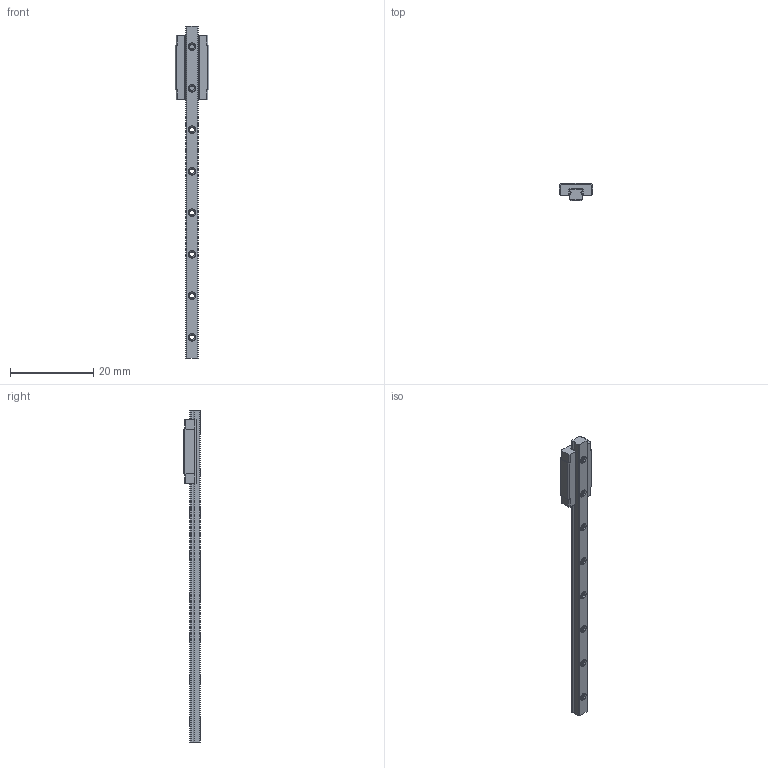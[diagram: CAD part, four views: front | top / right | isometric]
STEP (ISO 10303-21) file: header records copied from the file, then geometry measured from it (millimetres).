
FILE_DESCRIPTION (( 'STEP AP203' ), '1' );
FILE_NAME ('8381K41.STEP', '2017-12-19T15:16:54', ( '' ), ( '' ), 'SwSTEP 2.0', 'SolidWorks 2014', '' );
FILE_SCHEMA (( 'CONFIG_CONTROL_DESIGN' ));
Length unit declared in the file: millimetre
Products named in the file (1): 8381K41
Bounding box: 8 x 4 x 80 mm (x, y, z)
Volume: 824.7 mm3; surface area: 1468.1 mm2
Topology: 2 solids, 2 shells, 388 faces, 1130 edges, 746 vertices
Faces by surface type: cylinder 248, cone 60, plane 60, bspline 20
Entity records: 18355 total; most frequent: CARTESIAN_POINT 9485, ORIENTED_EDGE 2260, DIRECTION 1446, EDGE_CURVE 1130, VERTEX_POINT 746, AXIS2_PLACEMENT_3D 495, VECTOR 456, LINE 456
